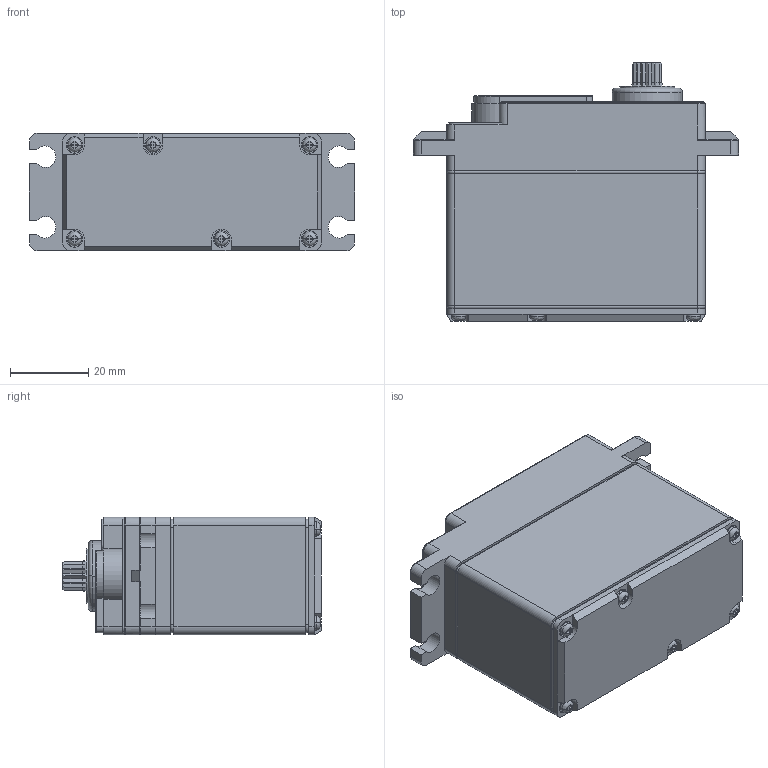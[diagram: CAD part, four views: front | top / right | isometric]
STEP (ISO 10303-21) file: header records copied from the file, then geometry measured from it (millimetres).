
FILE_DESCRIPTION((''),'2;1');
FILE_NAME('HS-805MG','2018-02-19T',('servo-csw'),(''),'CREO PARAMETRIC BY PTC INC, 2016050','CREO PARAMETRIC BY PTC INC, 2016050','');
FILE_SCHEMA(('CONFIG_CONTROL_DESIGN'));
Length unit declared in the file: millimetre
Products named in the file (1): HS-805MG
Bounding box: 83 x 66 x 30 mm (x, y, z)
Volume: 112337.1 mm3; surface area: 17540.2 mm2
Topology: 1 solids, 2 shells, 554 faces, 1420 edges, 906 vertices
Faces by surface type: plane 283, cylinder 167, cone 47, torus 43, bspline 12, extrusion 2
Entity records: 20422 total; most frequent: CARTESIAN_POINT 4276, ORIENTED_EDGE 2840, DIRECTION 2690, EDGE_CURVE 1420, AXIS2_PLACEMENT_3D 960, VERTEX_POINT 906, VECTOR 770, LINE 768
